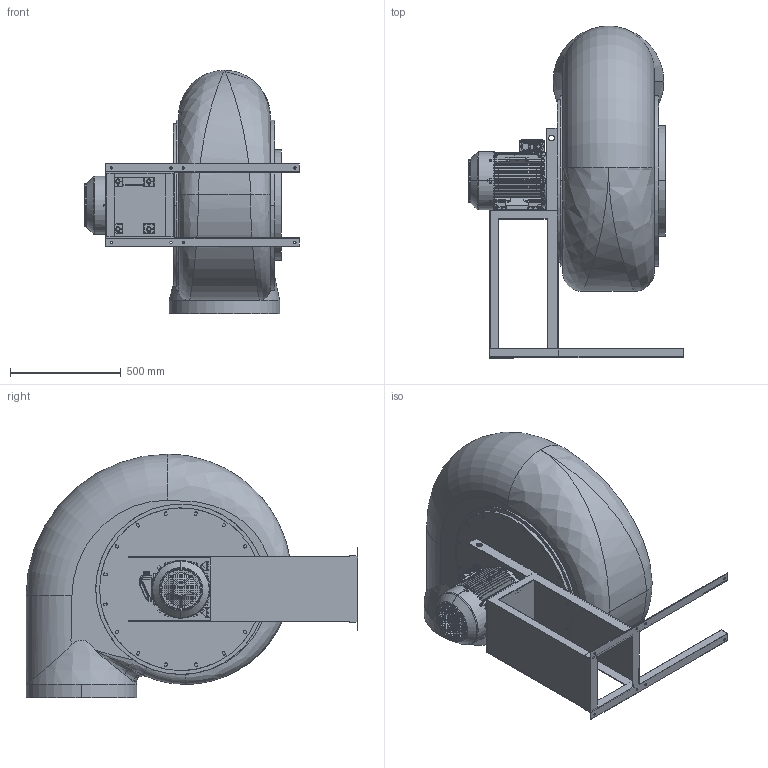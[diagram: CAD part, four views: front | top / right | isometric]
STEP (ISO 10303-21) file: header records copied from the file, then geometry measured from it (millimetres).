
FILE_DESCRIPTION (( 'STEP AP203' ), '1' );
FILE_NAME ('PR-AC 630 LG90.STEP', '2022-07-22T13:42:58', ( '' ), ( '' ), 'SwSTEP 2.0', 'SolidWorks 2022', '' );
FILE_SCHEMA (( 'CONFIG_CONTROL_DESIGN' ));
Length unit declared in the file: millimetre
Products named in the file (17): TA132__________mir-1.stp; 132_____________.stp; 132______________mir.stp; TA132_________-0.stp; TA132S__________mir.stp; 132S_________.stp; M5__8_GB_CROSS_SCREWS_TYPE143 ST4.2X8-N.stp; Coclea PR63RD_4_mir1.stp; ____M8__35_____.stp; PR-AC 630 LG90; TA132_________.stp; TA132__________mir.stp; ______________mir.stp; ____M8_____.stp; supppr0634-132_4_mir.stp; PR634 LG 90.stp; 132_________.stp
Assembly tree (38 placements, depth 3):
  PR-AC 630 LG90
    PR634 LG 90.stp
      ____M8__35_____.stp  x8
      132_____________.stp
      ____M8_____.stp  x8
      132S_________.stp  x2
      M5__8_GB_CROSS_SCREWS_TYPE143 ST4.2X8-N.stp  x8
      TA132_________.stp
      TA132_________-0.stp
      132_________.stp
      ______________mir.stp
      TA132__________mir.stp
      132______________mir.stp
      TA132__________mir-1.stp
      TA132S__________mir.stp
      Coclea PR63RD_4_mir1.stp
      supppr0634-132_4_mir.stp
Bounding box: 970.13 x 1500.12 x 1100.22 mm (x, y, z)
Volume: 435444396.3 mm3; surface area: 7505185.3 mm2
Topology: 37 solids, 37 shells, 4957 faces, 13244 edges, 8476 vertices
Faces by surface type: plane 2758, cylinder 1191, cone 462, torus 251, bspline 209, sphere 86
Entity records: 164481 total; most frequent: CARTESIAN_POINT 54954, ORIENTED_EDGE 23210, DIRECTION 20832, EDGE_CURVE 11605, VERTEX_POINT 7475, LINE 7278, VECTOR 7278, AXIS2_PLACEMENT_3D 6777
